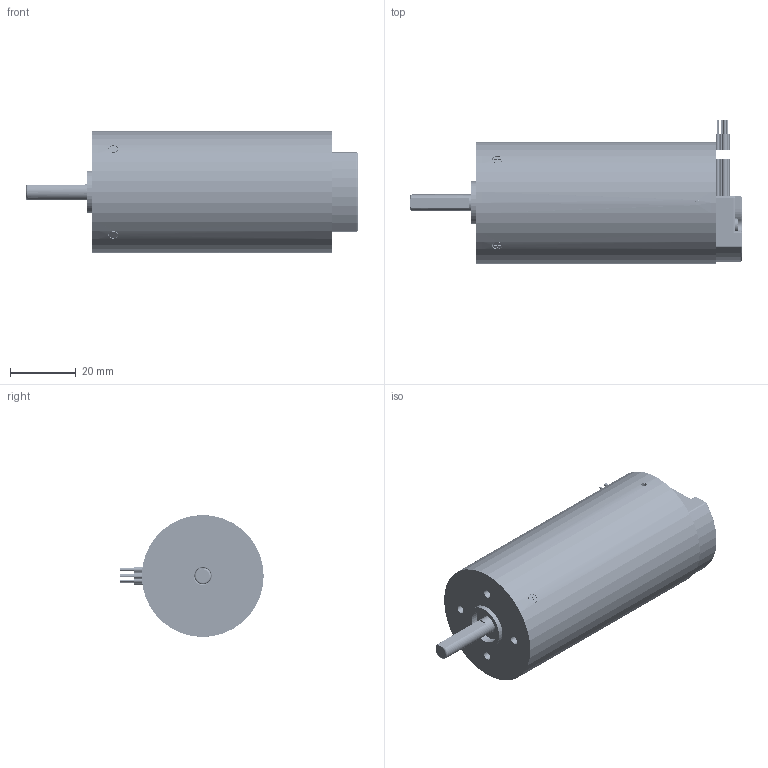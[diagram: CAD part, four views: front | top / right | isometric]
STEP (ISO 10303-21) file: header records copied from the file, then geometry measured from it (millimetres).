
FILE_DESCRIPTION (( 'STEP AP203' ), '1' );
FILE_NAME ('approval 106507010.STEP', '2025-07-15T01:58:36', ( 'China' ), ( 'Microsoft' ), 'SwSTEP 2.0', 'SolidWorks 2018', '' );
FILE_SCHEMA (( 'CONFIG_CONTROL_DESIGN' ));
Length unit declared in the file: millimetre
Products named in the file (1): approval 106507010
Bounding box: 100.8 x 43.5 x 37 mm (x, y, z)
Volume: 75388.4 mm3; surface area: 270799.8 mm2
Topology: 346 solids, 346 shells, 3585 faces, 8184 edges, 5343 vertices
Faces by surface type: cylinder 1860, plane 1420, torus 158, bspline 97, cone 46, sphere 4
Entity records: 124009 total; most frequent: CARTESIAN_POINT 41195, DIRECTION 18007, ORIENTED_EDGE 16316, EDGE_CURVE 8158, AXIS2_PLACEMENT_3D 7099, VERTEX_POINT 5343, EDGE_LOOP 4281, VECTOR 3809
